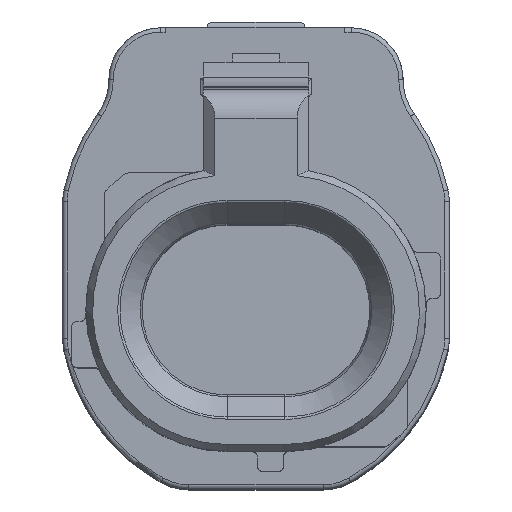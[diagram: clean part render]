
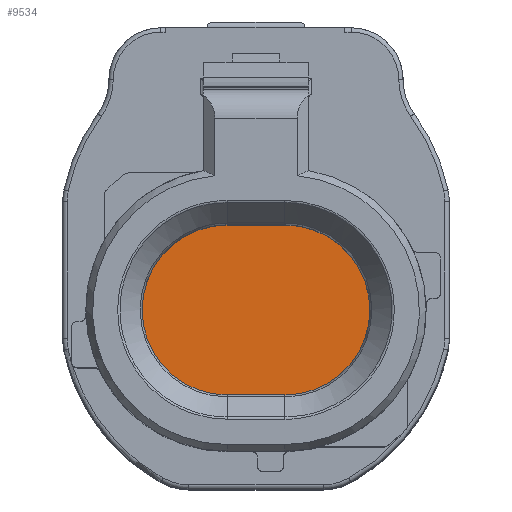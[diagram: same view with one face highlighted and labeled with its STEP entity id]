
A CAD part, top view. The second image highlights one B-rep face of the part: STEP entity #9534.
In plain terms, the highlighted planar face has unit normal (0, 0, 1).
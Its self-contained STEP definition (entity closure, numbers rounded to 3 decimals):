
#7700=PLANE('',#23670);
#8603=FACE_OUTER_BOUND('',#10839,.T.);
#9534=ADVANCED_FACE('',(#8603),#7700,.F.);
#10839=EDGE_LOOP('',(#16039,#16040,#16041,#16042));
#11494=CIRCLE('',#23594,3.6);
#11527=CIRCLE('',#23637,3.6);
#16039=ORIENTED_EDGE('',*,*,#19739,.T.);
#16040=ORIENTED_EDGE('',*,*,#19667,.F.);
#16041=ORIENTED_EDGE('',*,*,#19695,.F.);
#16042=ORIENTED_EDGE('',*,*,#19723,.T.);
#17450=VERTEX_POINT('',#37059);
#17454=VERTEX_POINT('',#37066);
#17470=VERTEX_POINT('',#37128);
#17486=VERTEX_POINT('',#37231);
#19667=EDGE_CURVE('',#17454,#17450,#11494,.T.);
#19695=EDGE_CURVE('',#17470,#17454,#20902,.T.);
#19723=EDGE_CURVE('',#17470,#17486,#11527,.T.);
#19739=EDGE_CURVE('',#17486,#17450,#20929,.T.);
#20902=LINE('',#37129,#22087);
#20929=LINE('',#37268,#22119);
#22087=VECTOR('',#27803,1.);
#22119=VECTOR('',#27922,1.);
#23594=AXIS2_PLACEMENT_3D('',#37067,#27740,#27741);
#23637=AXIS2_PLACEMENT_3D('',#37232,#27876,#27877);
#23670=AXIS2_PLACEMENT_3D('',#37396,#27961,#27962);
#27740=DIRECTION('',(0.,0.,-1.));
#27741=DIRECTION('',(0.,-1.,0.));
#27803=DIRECTION('',(-1.,0.,0.));
#27876=DIRECTION('',(0.,0.,1.));
#27877=DIRECTION('',(0.,1.,0.));
#27922=DIRECTION('',(-1.,0.,0.));
#27961=DIRECTION('',(0.,0.,-1.));
#27962=DIRECTION('',(-1.,0.,0.));
#37059=CARTESIAN_POINT('',(-1.002,3.6,25.65));
#37066=CARTESIAN_POINT('',(-0.998,-3.6,25.65));
#37067=CARTESIAN_POINT('',(-1.,0.,25.65));
#37128=CARTESIAN_POINT('',(1.002,-3.6,25.65));
#37129=CARTESIAN_POINT('',(1.002,-3.6,25.65));
#37231=CARTESIAN_POINT('',(0.998,3.6,25.65));
#37232=CARTESIAN_POINT('',(1.,0.,25.65));
#37268=CARTESIAN_POINT('',(0.998,3.6,25.65));
#37396=CARTESIAN_POINT('',(1.,0.,25.65));
